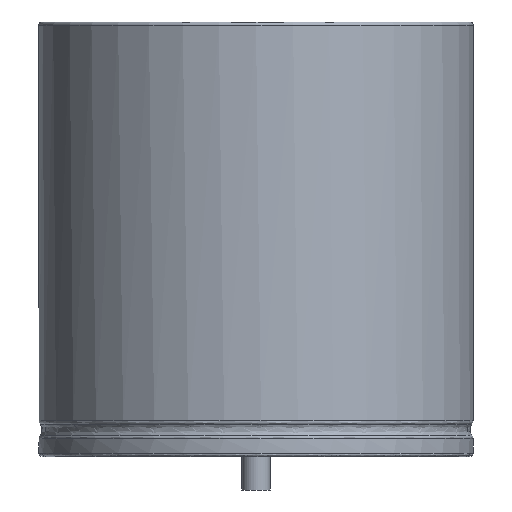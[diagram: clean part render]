
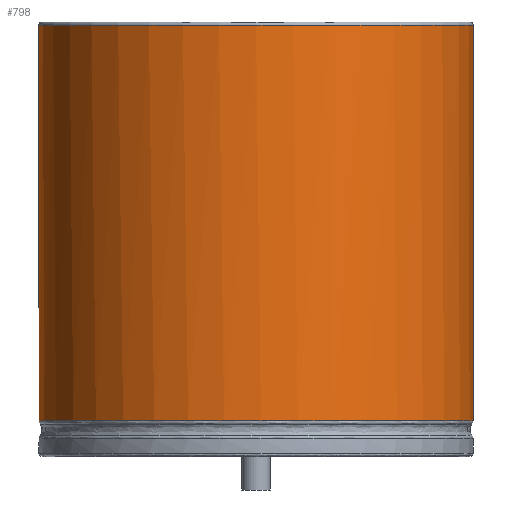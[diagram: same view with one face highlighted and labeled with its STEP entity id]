
A CAD part, left-side view. The second image highlights one B-rep face of the part: STEP entity #798.
In plain terms, the highlighted cylindrical face has radius 13 mm (diameter 26 mm), a partial arc.
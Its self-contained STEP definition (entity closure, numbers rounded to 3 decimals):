
#13=DIRECTION('',(0.,0.,1.));
#109=DIRECTION('',(0.,-0.,-1.));
#110=DIRECTION('',(0.924,-0.383,0.));
#232=VECTOR('',#13,1.);
#533=VERTEX_POINT('',#534);
#534=CARTESIAN_POINT('',(17.01,-4.975,2.135));
#542=ORIENTED_EDGE('',*,*,#543,.T.);
#543=EDGE_CURVE('',#533,#544,#546,.T.);
#544=VERTEX_POINT('',#545);
#545=CARTESIAN_POINT('',(17.01,4.975,2.135));
#546=B_SPLINE_CURVE_WITH_KNOTS('',12,(#547,#548,#549,#550,#551,#552,#553,#554,#555,#556,#557,#558,#559,#560,#561,#562,#563,#564,#565,#566,#567,#568,#569,#570,#571,#572,#573,#574,#575,#576,#577,#578,#579,#580,#581),.UNSPECIFIED.,.F.,.F.,(13,11,11,13),(-3.045,0.,71.471,74.516),.UNSPECIFIED.);
#547=CARTESIAN_POINT('',(18.176,-2.161,2.135));
#548=CARTESIAN_POINT('',(18.078,-2.398,2.135));
#549=CARTESIAN_POINT('',(17.98,-2.633,2.135));
#550=CARTESIAN_POINT('',(17.883,-2.869,2.135));
#551=CARTESIAN_POINT('',(17.785,-3.104,2.135));
#552=CARTESIAN_POINT('',(17.688,-3.339,2.135));
#553=CARTESIAN_POINT('',(17.591,-3.574,2.135));
#554=CARTESIAN_POINT('',(17.494,-3.808,2.135));
#555=CARTESIAN_POINT('',(17.397,-4.042,2.135));
#556=CARTESIAN_POINT('',(17.3,-4.276,2.135));
#557=CARTESIAN_POINT('',(17.203,-4.509,2.135));
#558=CARTESIAN_POINT('',(17.107,-4.742,2.135));
#559=CARTESIAN_POINT('',(14.747,-10.439,2.135));
#560=CARTESIAN_POINT('',(9.736,-14.864,2.135));
#561=CARTESIAN_POINT('',(2.502,-16.616,2.135));
#562=CARTESIAN_POINT('',(-5.255,-14.336,2.135));
#563=CARTESIAN_POINT('',(-11.03,-8.646,2.135));
#564=CARTESIAN_POINT('',(-13.925,0.,2.135));
#565=CARTESIAN_POINT('',(-11.03,8.646,2.135));
#566=CARTESIAN_POINT('',(-5.255,14.336,2.135));
#567=CARTESIAN_POINT('',(2.502,16.616,2.135));
#568=CARTESIAN_POINT('',(9.736,14.864,2.135));
#569=CARTESIAN_POINT('',(14.747,10.439,2.135));
#570=CARTESIAN_POINT('',(17.107,4.742,2.135));
#571=CARTESIAN_POINT('',(17.203,4.509,2.135));
#572=CARTESIAN_POINT('',(17.3,4.276,2.135));
#573=CARTESIAN_POINT('',(17.397,4.042,2.135));
#574=CARTESIAN_POINT('',(17.494,3.808,2.135));
#575=CARTESIAN_POINT('',(17.591,3.574,2.135));
#576=CARTESIAN_POINT('',(17.688,3.339,2.135));
#577=CARTESIAN_POINT('',(17.785,3.104,2.135));
#578=CARTESIAN_POINT('',(17.883,2.869,2.135));
#579=CARTESIAN_POINT('',(17.98,2.633,2.135));
#580=CARTESIAN_POINT('',(18.078,2.398,2.135));
#581=CARTESIAN_POINT('',(18.176,2.161,2.135));
#798=ADVANCED_FACE('',(#799),#818,.T.);
#799=FACE_BOUND('',#800,.F.);
#800=EDGE_LOOP('',(#801,#542,#807,#813));
#801=ORIENTED_EDGE('',*,*,#802,.F.);
#802=EDGE_CURVE('',#533,#803,#805,.T.);
#803=VERTEX_POINT('',#804);
#804=CARTESIAN_POINT('',(17.01,-4.975,25.8));
#805=LINE('',#806,#232);
#806=CARTESIAN_POINT('',(17.01,-4.975,2.));
#807=ORIENTED_EDGE('',*,*,#808,.T.);
#808=EDGE_CURVE('',#544,#809,#811,.T.);
#809=VERTEX_POINT('',#810);
#810=CARTESIAN_POINT('',(17.01,4.975,25.8));
#811=LINE('',#812,#232);
#812=CARTESIAN_POINT('',(17.01,4.975,2.));
#813=ORIENTED_EDGE('',*,*,#814,.F.);
#814=EDGE_CURVE('',#803,#809,#815,.T.);
#815=CIRCLE('',#816,13.);
#816=AXIS2_PLACEMENT_3D('',#817,#109,#110);
#817=CARTESIAN_POINT('',(5.,0.,25.8));
#818=CYLINDRICAL_SURFACE('',#819,13.);
#819=AXIS2_PLACEMENT_3D('',#820,#13,#110);
#820=CARTESIAN_POINT('',(5.,0.,2.));
